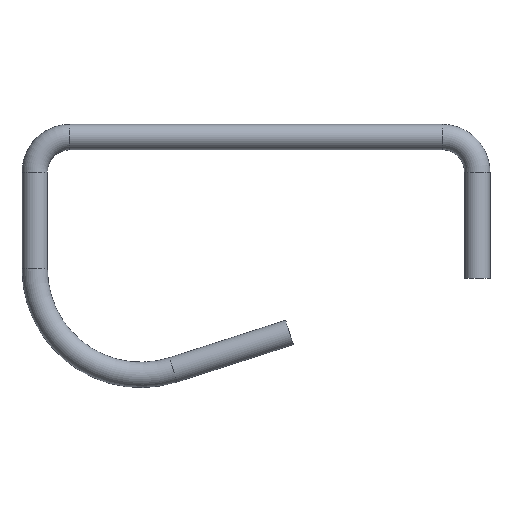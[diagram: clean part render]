
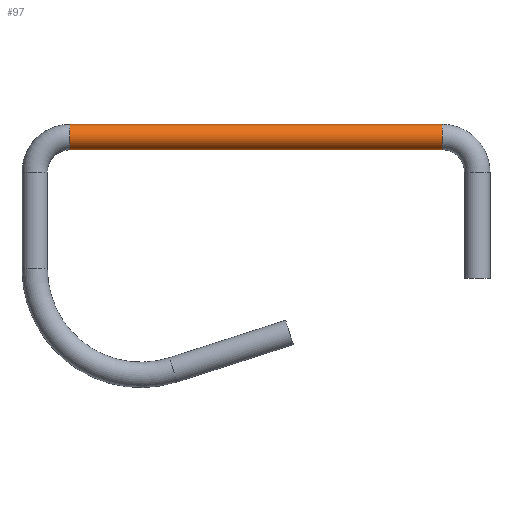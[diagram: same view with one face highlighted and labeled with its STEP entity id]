
A CAD part, top view. The second image highlights one B-rep face of the part: STEP entity #97.
In plain terms, the highlighted cylindrical face has radius 0.6 mm (diameter 1.2 mm), a full revolution.
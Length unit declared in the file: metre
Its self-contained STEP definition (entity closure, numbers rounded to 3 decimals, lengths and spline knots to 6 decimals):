
#25=ORIENTED_EDGE('',*,*,#37,.F.);
#26=ORIENTED_EDGE('',*,*,#38,.T.);
#37=EDGE_CURVE('',#45,#45,#53,.F.);
#38=EDGE_CURVE('',#46,#46,#54,.F.);
#45=VERTEX_POINT('',#182);
#46=VERTEX_POINT('',#185);
#53=CIRCLE('',#123,0.0006);
#54=CIRCLE('',#125,0.0006);
#65=EDGE_LOOP('',(#25));
#66=EDGE_LOOP('',(#26));
#81=FACE_BOUND('',#65,.T.);
#82=FACE_BOUND('',#66,.T.);
#91=CYLINDRICAL_SURFACE('',#124,0.0006);
#97=ADVANCED_FACE('',(#81,#82),#91,.T.);
#123=AXIS2_PLACEMENT_3D('',#181,#150,#151);
#124=AXIS2_PLACEMENT_3D('',#183,#152,#153);
#125=AXIS2_PLACEMENT_3D('',#184,#154,#155);
#150=DIRECTION('',(1.,0.,0.));
#151=DIRECTION('',(0.,0.,-1.));
#152=DIRECTION('',(-1.,0.,0.));
#153=DIRECTION('',(0.,-1.,0.));
#154=DIRECTION('',(1.,0.,0.));
#155=DIRECTION('',(0.,0.,-1.));
#181=CARTESIAN_POINT('',(-0.019215,0.00665,0.));
#182=CARTESIAN_POINT('',(-0.019215,0.00665,-0.0006));
#183=CARTESIAN_POINT('',(-0.00165,0.00665,0.));
#184=CARTESIAN_POINT('',(-0.00165,0.00665,0.));
#185=CARTESIAN_POINT('',(-0.00165,0.00665,-0.0006));
